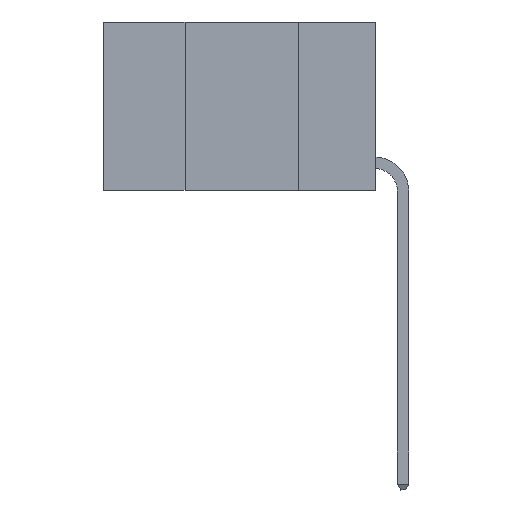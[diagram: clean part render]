
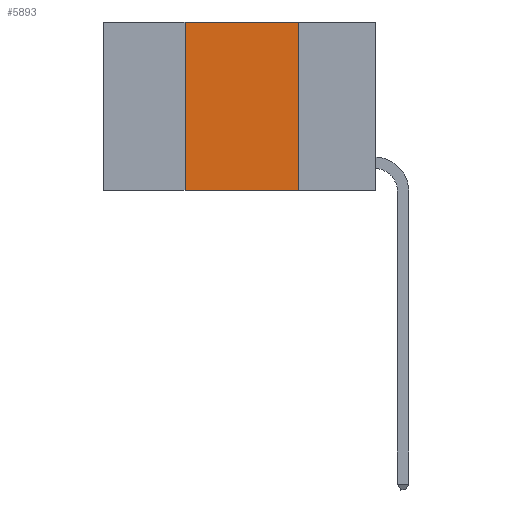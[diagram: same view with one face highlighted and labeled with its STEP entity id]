
A CAD part, left-side view. The second image highlights one B-rep face of the part: STEP entity #5893.
In plain terms, the highlighted planar face has unit normal (-1, 0, 0).
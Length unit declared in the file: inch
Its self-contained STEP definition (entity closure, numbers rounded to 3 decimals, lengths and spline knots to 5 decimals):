
#976 = DIRECTION ( 'NONE',  ( 0., -1., 0. ) ) ;
#1211 = CARTESIAN_POINT ( 'NONE',  ( 0., 0.42, 0. ) ) ;
#1227 = DIRECTION ( 'NONE',  ( 0., 0., -1. ) ) ;
#1392 = FACE_OUTER_BOUND ( 'NONE', #8497, .T. ) ;
#1637 = EDGE_CURVE ( 'NONE', #7283, #6929, #6140, .T. ) ;
#2288 = VECTOR ( 'NONE', #8650, 39.37008 ) ;
#2443 = VECTOR ( 'NONE', #5413, 39.37008 ) ;
#2605 = CARTESIAN_POINT ( 'NONE',  ( 0., 0.17, 0. ) ) ;
#3031 = ORIENTED_EDGE ( 'NONE', *, *, #4451, .F. ) ;
#3581 = CARTESIAN_POINT ( 'NONE',  ( 0., 0.42, 0. ) ) ;
#3753 = PLANE ( 'NONE',  #7342 ) ;
#4026 = ORIENTED_EDGE ( 'NONE', *, *, #10565, .T. ) ;
#4451 = EDGE_CURVE ( 'NONE', #4577, #7283, #6201, .T. ) ;
#4577 = VERTEX_POINT ( 'NONE', #10881 ) ;
#4788 = DIRECTION ( 'NONE',  ( 1., 0., 0. ) ) ;
#4875 = CARTESIAN_POINT ( 'NONE',  ( 0., 0.17, 0. ) ) ;
#5413 = DIRECTION ( 'NONE',  ( 0., 0., -1. ) ) ;
#5893 = ADVANCED_FACE ( 'NONE', ( #1392 ), #3753, .F. ) ;
#6088 = CARTESIAN_POINT ( 'NONE',  ( 0., 0.6, 0. ) ) ;
#6140 = LINE ( 'NONE', #6088, #2288 ) ;
#6197 = EDGE_CURVE ( 'NONE', #6929, #9131, #10387, .T. ) ;
#6201 = LINE ( 'NONE', #3581, #7680 ) ;
#6910 = CARTESIAN_POINT ( 'NONE',  ( 0., 0.17, -0.37 ) ) ;
#6924 = CARTESIAN_POINT ( 'NONE',  ( 0., 0.6, -0.37 ) ) ;
#6929 = VERTEX_POINT ( 'NONE', #4875 ) ;
#7124 = DIRECTION ( 'NONE',  ( 0., 0., 1. ) ) ;
#7283 = VERTEX_POINT ( 'NONE', #1211 ) ;
#7342 = AXIS2_PLACEMENT_3D ( 'NONE', #10663, #4788, #1227 ) ;
#7573 = ORIENTED_EDGE ( 'NONE', *, *, #1637, .F. ) ;
#7680 = VECTOR ( 'NONE', #7124, 39.37008 ) ;
#7822 = VECTOR ( 'NONE', #976, 39.37008 ) ;
#8497 = EDGE_LOOP ( 'NONE', ( #9191, #7573, #3031, #4026 ) ) ;
#8650 = DIRECTION ( 'NONE',  ( 0., -1., 0. ) ) ;
#9131 = VERTEX_POINT ( 'NONE', #6910 ) ;
#9191 = ORIENTED_EDGE ( 'NONE', *, *, #6197, .F. ) ;
#9595 = LINE ( 'NONE', #6924, #7822 ) ;
#10387 = LINE ( 'NONE', #2605, #2443 ) ;
#10565 = EDGE_CURVE ( 'NONE', #4577, #9131, #9595, .T. ) ;
#10663 = CARTESIAN_POINT ( 'NONE',  ( 0., 0.6, 0. ) ) ;
#10881 = CARTESIAN_POINT ( 'NONE',  ( 0., 0.42, -0.37 ) ) ;
